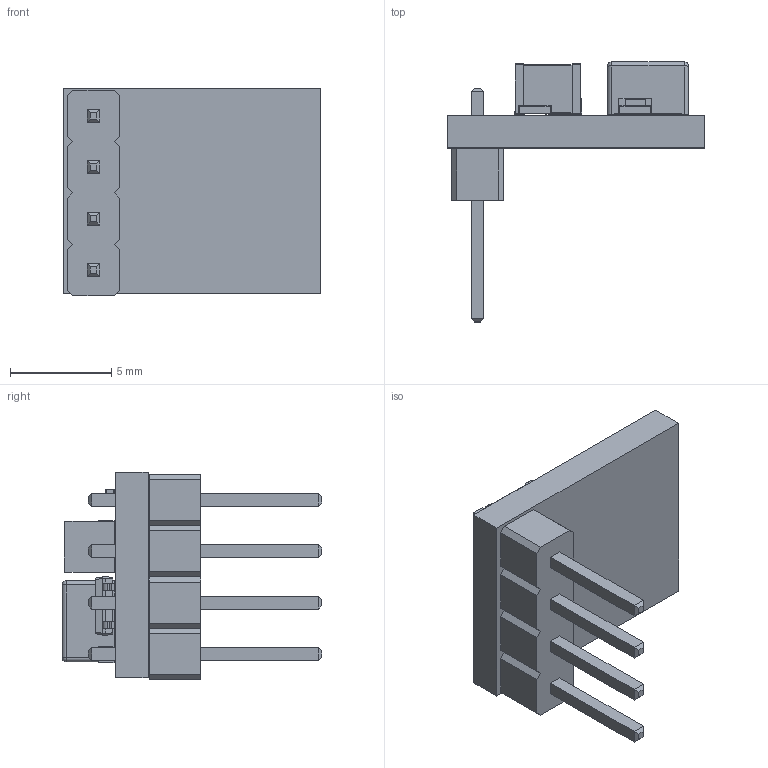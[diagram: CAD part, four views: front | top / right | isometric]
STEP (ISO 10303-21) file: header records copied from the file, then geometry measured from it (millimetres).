
FILE_DESCRIPTION (( 'STEP AP214' ), '1' );
FILE_NAME ('SparkFun BabyBuck - AP63203.STEP', '2024-04-08T15:05:38', ( '' ), ( '' ), 'SwSTEP 2.0', 'SolidWorks 2021', '' );
FILE_SCHEMA (( 'AUTOMOTIVE_DESIGN' ));
Length unit declared in the file: millimetre
Products named in the file (15): R_0603_1608Metric-2.step; _autosave-SparkFun BabyBuck Regulator - AP63203_PCB.step; PinHeader_1x04_P2.54mm_Vertical.step; SparkFun BabyBuck - AP63203; TSOT_23_6.step; TSOT-23-6.step; CQ assembly.step; C_1210_3225Metric-1.step; PinHeader_1x04_P254mm_Vertical.step; L_Sunlord_SWPA4026S.step; SparkFun BabyBuck Regulator - AP63203.step; C_0603_1608Metric-0.step; C_1210_3225Metric.step; R_0603_1608Metric.step; C_0603_1608Metric.step
Assembly tree (17 placements, depth 4):
  SparkFun BabyBuck - AP63203
    SparkFun BabyBuck Regulator - AP63203.step
      C_0603_1608Metric.step  x3
        C_0603_1608Metric-0.step
      C_1210_3225Metric.step
        C_1210_3225Metric-1.step
      R_0603_1608Metric.step  x2
        R_0603_1608Metric-2.step
      TSOT-23-6.step
        TSOT_23_6.step
      L_Sunlord_SWPA4026S.step
        CQ assembly.step
      PinHeader_1x04_P2.54mm_Vertical.step
        PinHeader_1x04_P254mm_Vertical.step
      _autosave-SparkFun BabyBuck Regulator - AP63203_PCB.step
Bounding box: 12.7 x 12.84 x 10.25 mm (x, y, z)
Volume: 348.5 mm3; surface area: 730.2 mm2
Topology: 12 solids, 12 shells, 440 faces, 1104 edges, 700 vertices
Faces by surface type: plane 302, cylinder 104, bspline 30, sphere 4
Entity records: 12090 total; most frequent: CARTESIAN_POINT 1955, ORIENTED_EDGE 1776, DIRECTION 1710, EDGE_CURVE 888, VECTOR 712, LINE 712, VERTEX_POINT 560, AXIS2_PLACEMENT_3D 499
